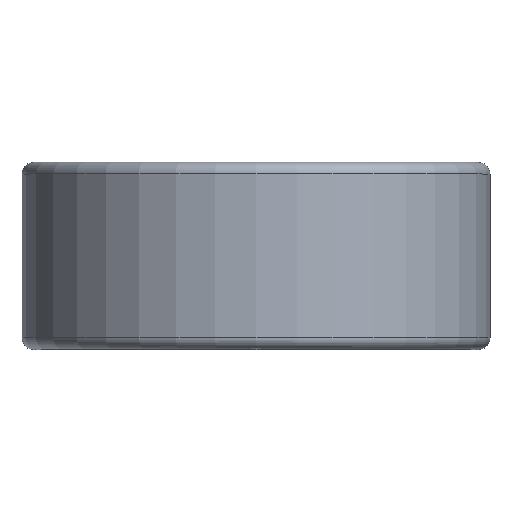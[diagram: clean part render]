
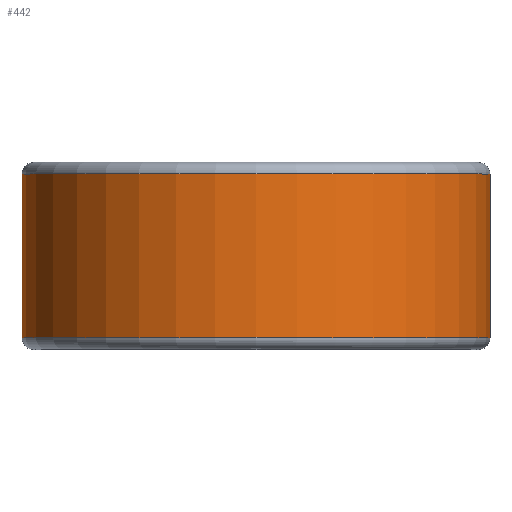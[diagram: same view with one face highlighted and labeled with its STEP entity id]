
A CAD part, top view. The second image highlights one B-rep face of the part: STEP entity #442.
In plain terms, the highlighted cylindrical face has radius 100 mm (diameter 200 mm), a full revolution.
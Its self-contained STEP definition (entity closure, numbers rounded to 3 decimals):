
#91=FACE_OUTER_BOUND('',#127,.T.);
#127=EDGE_LOOP('',(#397,#398,#399,#400));
#149=LINE('',#824,#168);
#168=VECTOR('',#680,100.);
#198=CIRCLE('',#528,100.);
#200=CIRCLE('',#531,100.);
#236=VERTEX_POINT('',#818);
#237=VERTEX_POINT('',#822);
#289=EDGE_CURVE('',#236,#236,#198,.T.);
#291=EDGE_CURVE('',#237,#237,#200,.T.);
#292=EDGE_CURVE('',#237,#236,#149,.T.);
#397=ORIENTED_EDGE('',*,*,#291,.F.);
#398=ORIENTED_EDGE('',*,*,#292,.T.);
#399=ORIENTED_EDGE('',*,*,#289,.T.);
#400=ORIENTED_EDGE('',*,*,#292,.F.);
#415=CYLINDRICAL_SURFACE('',#530,100.);
#442=ADVANCED_FACE('',(#91),#415,.T.);
#528=AXIS2_PLACEMENT_3D('',#819,#672,#673);
#530=AXIS2_PLACEMENT_3D('',#821,#676,#677);
#531=AXIS2_PLACEMENT_3D('',#823,#678,#679);
#672=DIRECTION('center_axis',(0.,1.,0.));
#673=DIRECTION('ref_axis',(1.,0.,0.));
#676=DIRECTION('center_axis',(0.,1.,0.));
#677=DIRECTION('ref_axis',(0.,0.,1.));
#678=DIRECTION('center_axis',(0.,1.,0.));
#679=DIRECTION('ref_axis',(1.,0.,0.));
#680=DIRECTION('',(0.,-1.,0.));
#818=CARTESIAN_POINT('',(0.,-35.,-100.));
#819=CARTESIAN_POINT('Origin',(0.,-35.,0.));
#821=CARTESIAN_POINT('Origin',(0.,0.,0.));
#822=CARTESIAN_POINT('',(0.,35.,-100.));
#823=CARTESIAN_POINT('Origin',(0.,35.,0.));
#824=CARTESIAN_POINT('',(0.,0.,-100.));
